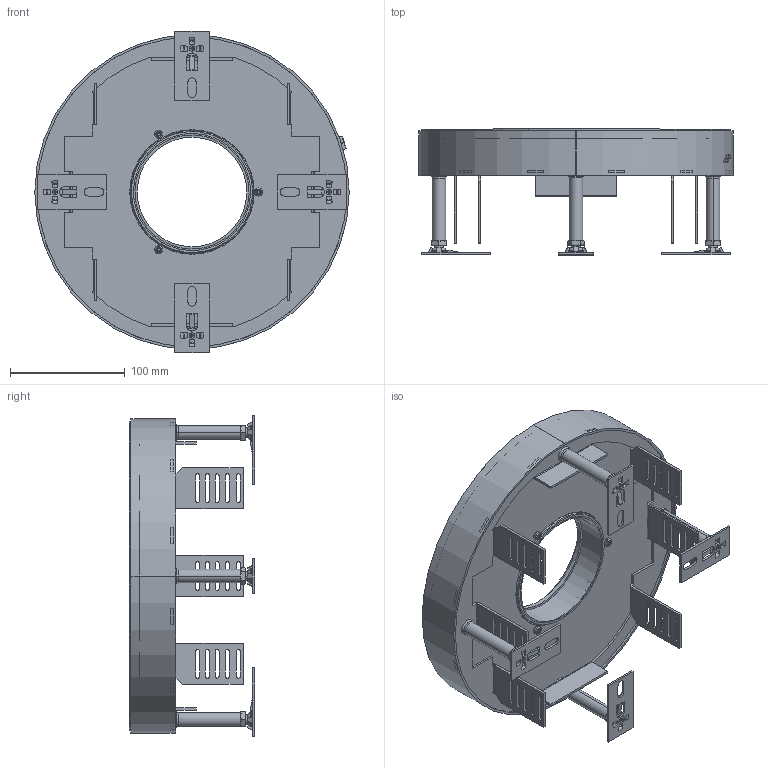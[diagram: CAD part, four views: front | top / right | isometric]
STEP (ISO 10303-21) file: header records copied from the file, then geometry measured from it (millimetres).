
FILE_DESCRIPTION (( 'STEP AP214' ), '1' );
FILE_NAME ('7409468.stp', '2020-03-06T08:11:07', ( '' ), ( '' ), 'SwSTEP 2.0', 'SolidWorks 2018', '' );
FILE_SCHEMA (( 'AUTOMOTIVE_DESIGN' ));
Length unit declared in the file: millimetre
Products named in the file (21): 036160_Standard; 036161_Standard; 036179_Standard; 050142_Standard; 061265_H=25; 35014016_Standard; 061617_RKFR 7; 054060_ RK..7 Schwerlast H= 25 (Tubus+Blind); 42389C_Einbausituation GE2; 111946_Darstellung f〉 Teleskopring; 063341_Schwerlastl”sung H= 25; 036159_Standard; 054080_39403776   f〉 Nivellierwinkel; 041819_L= 70 mm; 7409468; 041219_Standard; P_39411020_1_Standard; 036170_Standard; 046559_Gewindel„nge 25 mm; 062140_Tubus (7)  H=25 mm Tubus komplett; 054599_Standard mit Mutter
Assembly tree (29 placements, depth 3):
  7409468
    063341_Schwerlastl”sung H= 25
      054080_39403776   f〉 Nivellierwinkel
      054060_ RK..7 Schwerlast H= 25 (Tubus+Blind)
      42389C_Einbausituation GE2  x4
    062140_Tubus (7)  H=25 mm Tubus komplett
      061617_RKFR 7
      050142_Standard
      036159_Standard
      036161_Standard  x2
      036160_Standard
      046559_Gewindel„nge 25 mm  x3
      036170_Standard
      061265_H=25
      P_39411020_1_Standard
      111946_Darstellung f〉 Teleskopring
      036179_Standard
    054599_Standard mit Mutter  x4
      041219_Standard
      041819_L= 70 mm
      35014016_Standard
Bounding box: 274 x 109.4 x 280 mm (x, y, z)
Volume: 677218.9 mm3; surface area: 428431.1 mm2
Topology: 35 solids, 35 shells, 1453 faces, 3621 edges, 2254 vertices
Faces by surface type: plane 670, cylinder 506, cone 110, torus 72, bspline 67, sphere 28
Entity records: 30254 total; most frequent: CARTESIAN_POINT 6186, DIRECTION 4733, ORIENTED_EDGE 4646, EDGE_CURVE 2323, AXIS2_PLACEMENT_3D 1719, VERTEX_POINT 1458, LINE 1295, VECTOR 1295
